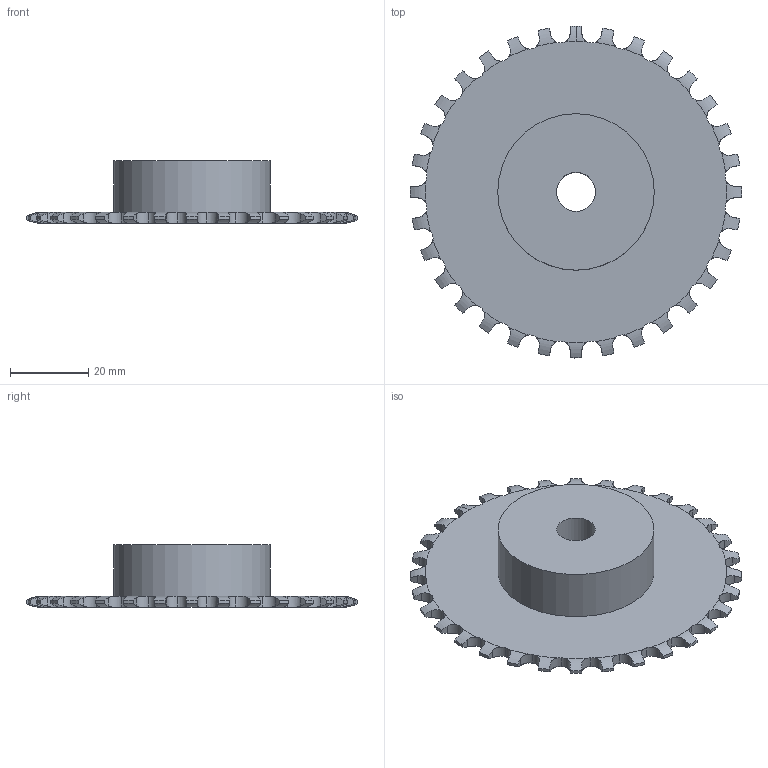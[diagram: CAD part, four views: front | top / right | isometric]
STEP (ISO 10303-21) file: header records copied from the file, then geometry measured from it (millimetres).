
FILE_DESCRIPTION(('FreeCAD Model'),'2;1');
FILE_NAME('Open CASCADE Shape Model','2021-03-07T16:55:34',( 'Simone Bignetti'),(''),'Open CASCADE STEP processor 7.4','FreeCAD', 'Unknown');
FILE_SCHEMA(('AUTOMOTIVE_DESIGN { 1 0 10303 214 1 1 1 1 }'));
Length unit declared in the file: millimetre
Products named in the file (1): Hole
Bounding box: 84.89 x 84.9 x 16 mm (x, y, z)
Volume: 29304.3 mm3; surface area: 13083.7 mm2
Topology: 1 solids, 1 shells, 232 faces, 749 edges, 521 vertices
Faces by surface type: cylinder 162, revolution 66, plane 4
Full cylindrical faces by diameter (mm): 10 x1, 40 x1
Entity records: 27352 total; most frequent: CARTESIAN_POINT 13837, DIRECTION 2211, ORIENTED_EDGE 1498, PCURVE 1498, DEFINITIONAL_REPRESENTATION 1498, LINE 884, VECTOR 884, B_SPLINE_CURVE_WITH_KNOTS 768
